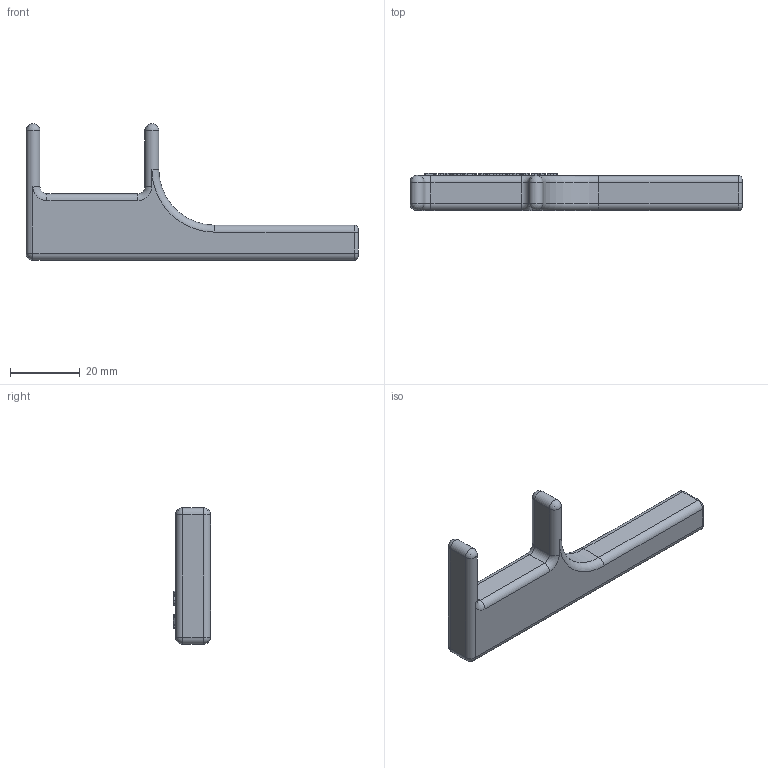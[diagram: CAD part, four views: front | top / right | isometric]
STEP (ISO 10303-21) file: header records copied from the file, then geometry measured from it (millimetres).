
FILE_DESCRIPTION(/* description */ (''),/* implementation_level */ '2;1');
FILE_NAME(/* name */ 'ZariboCalibration Tool-1x-v1 v1.step',/* time_stamp */ '2018-03-11T00:45:19+01:00',/* author */ (''),/* organization */ (''),/* preprocessor_version */ 'ST-DEVELOPER v16.13',/* originating_system */ 'Autodesk Translation Framework v6.5.0.72',/* authorisation */ '');
FILE_SCHEMA (('AUTOMOTIVE_DESIGN { 1 0 10303 214 3 1 1 }'));
Length unit declared in the file: millimetre
Products named in the file (1): ZariboCalibration Tool-1x-v1
Bounding box: 95 x 10.6 x 39 mm (x, y, z)
Volume: 14616.8 mm3; surface area: 5591.7 mm2
Topology: 1 solids, 1 shells, 494 faces, 1397 edges, 918 vertices
Faces by surface type: bspline 411, plane 51, cylinder 20, sphere 6, torus 6
Entity records: 28133 total; most frequent: CARTESIAN_POINT 18131, ORIENTED_EDGE 2782, EDGE_CURVE 1391, VERTEX_POINT 918, B_SPLINE_CURVE_WITH_KNOTS 814, DIRECTION 805, LINE 517, VECTOR 517
